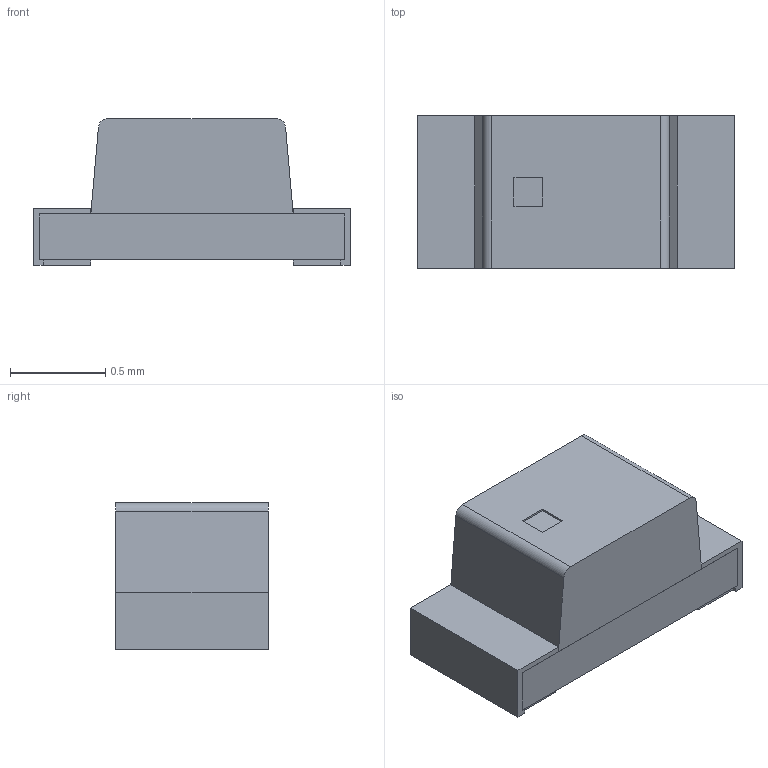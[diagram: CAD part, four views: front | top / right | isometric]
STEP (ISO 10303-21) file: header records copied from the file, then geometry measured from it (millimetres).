
FILE_DESCRIPTION(('FreeCAD Model'),'2;1');
FILE_NAME('Open CASCADE Shape Model','2025-03-26T19:31:05',(''),(''), 'Open CASCADE STEP processor 7.8','FreeCAD','Unknown');
FILE_SCHEMA(('AUTOMOTIVE_DESIGN { 1 0 10303 214 1 1 1 1 }'));
Length unit declared in the file: millimetre
Products named in the file (5): smd_led_0603; Body; Body002; Term (Mirror #1); Term
Assembly tree (4 placements, depth 2):
  smd_led_0603
    Body
    Body002
    Term (Mirror #1)
    Term
Bounding box: 1.66 x 0.8 x 0.77 mm (x, y, z)
Volume: 0.8 mm3; surface area: 10 mm2
Topology: 4 solids, 4 shells, 49 faces, 120 edges, 80 vertices
Faces by surface type: plane 47, cylinder 2
Entity records: 1539 total; most frequent: CARTESIAN_POINT 254, ORIENTED_EDGE 240, DIRECTION 232, EDGE_CURVE 120, LINE 116, VECTOR 116, VERTEX_POINT 80, AXIS2_PLACEMENT_3D 58
